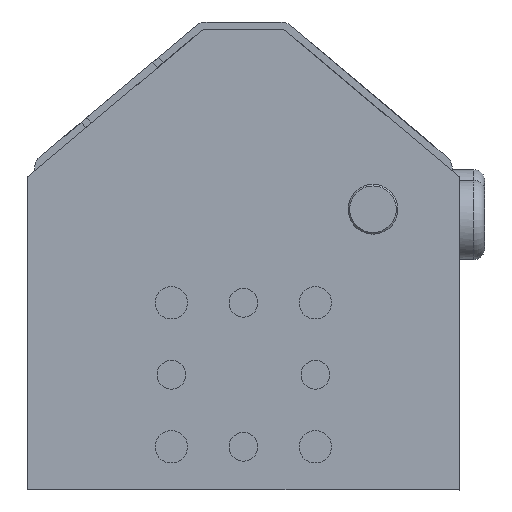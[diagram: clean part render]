
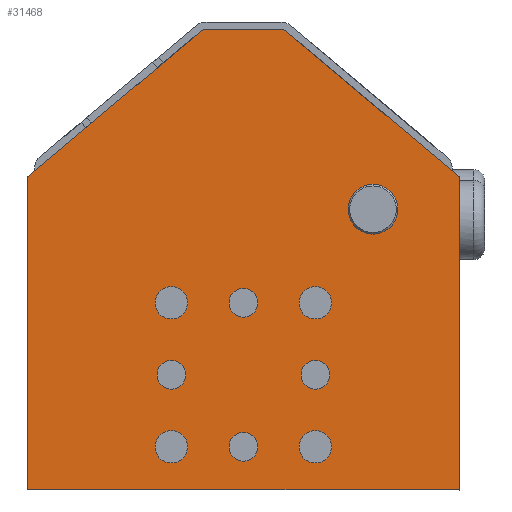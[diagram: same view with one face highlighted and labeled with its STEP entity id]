
A CAD part, left-side view. The second image highlights one B-rep face of the part: STEP entity #31468.
In plain terms, the highlighted face is planar.
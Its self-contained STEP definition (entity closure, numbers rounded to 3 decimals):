
#31170=CARTESIAN_POINT('',(110.,30.,-1.));
#31171=VERTEX_POINT('',#31170);
#31178=CARTESIAN_POINT('',(110.,-30.,-1.));
#31179=VERTEX_POINT('',#31178);
#31180=CARTESIAN_POINT('',(110.,30.,-1.));
#31181=DIRECTION('',(0.0,-1.0,0.0));
#31182=VECTOR('',#31181,60.0);
#31183=LINE('',#31180,#31182);
#31184=EDGE_CURVE('',#31171,#31179,#31183,.T.);
#31283=CARTESIAN_POINT('',(110.,-30.,42.492));
#31284=VERTEX_POINT('',#31283);
#31291=CARTESIAN_POINT('',(110.,-5.56,63.));
#31292=VERTEX_POINT('',#31291);
#31293=CARTESIAN_POINT('',(110.,-5.56,63.));
#31294=DIRECTION('',(0.,-0.766,-0.643));
#31295=VECTOR('',#31294,31.905);
#31296=LINE('',#31293,#31295);
#31297=EDGE_CURVE('',#31292,#31284,#31296,.T.);
#31320=CARTESIAN_POINT('',(110.,5.56,63.));
#31321=VERTEX_POINT('',#31320);
#31330=CARTESIAN_POINT('',(110.,-5.56,63.));
#31331=DIRECTION('',(0.0,1.0,0.0));
#31332=VECTOR('',#31331,11.119);
#31333=LINE('',#31330,#31332);
#31334=EDGE_CURVE('',#31292,#31321,#31333,.T.);
#31339=CARTESIAN_POINT('',(110.,0.,31.));
#31340=DIRECTION('',(-1.0,0.0,0.0));
#31341=DIRECTION('',(0.0,0.0,-1.0));
#31342=AXIS2_PLACEMENT_3D('',#31339,#31340,#31341);
#31343=PLANE('',#31342);
#31344=CARTESIAN_POINT('',(110.,30.,42.492));
#31345=VERTEX_POINT('',#31344);
#31346=CARTESIAN_POINT('',(110.,30.,42.492));
#31347=DIRECTION('',(0.,-0.766,0.643));
#31348=VECTOR('',#31347,31.905);
#31349=LINE('',#31346,#31348);
#31350=EDGE_CURVE('',#31345,#31321,#31349,.T.);
#31351=ORIENTED_EDGE('',*,*,#31350,.T.);
#31352=ORIENTED_EDGE('',*,*,#31334,.F.);
#31353=ORIENTED_EDGE('',*,*,#31297,.T.);
#31354=CARTESIAN_POINT('',(110.,-30.,-1.));
#31355=DIRECTION('',(0.0,0.0,1.0));
#31356=VECTOR('',#31355,43.492);
#31357=LINE('',#31354,#31356);
#31358=EDGE_CURVE('',#31179,#31284,#31357,.T.);
#31359=ORIENTED_EDGE('',*,*,#31358,.F.);
#31360=ORIENTED_EDGE('',*,*,#31184,.F.);
#31361=CARTESIAN_POINT('',(110.,30.,42.492));
#31362=DIRECTION('',(0.0,0.0,-1.0));
#31363=VECTOR('',#31362,43.492);
#31364=LINE('',#31361,#31363);
#31365=EDGE_CURVE('',#31345,#31171,#31364,.T.);
#31366=ORIENTED_EDGE('',*,*,#31365,.F.);
#31367=EDGE_LOOP('',(#31351,#31352,#31353,#31359,#31360,#31366));
#31368=FACE_OUTER_BOUND('',#31367,.T.);
#31369=CARTESIAN_POINT('',(110.,0.,27.));
#31370=VERTEX_POINT('',#31369);
#31371=CARTESIAN_POINT('',(110.,0.,25.));
#31372=DIRECTION('',(-1.0,0.0,0.0));
#31373=DIRECTION('',(0.0,0.0,-1.0));
#31374=AXIS2_PLACEMENT_3D('',#31371,#31372,#31373);
#31375=CIRCLE('',#31374,2.0);
#31376=EDGE_CURVE('',#31370,#31370,#31375,.T.);
#31377=ORIENTED_EDGE('',*,*,#31376,.T.);
#31378=EDGE_LOOP('',(#31377));
#31379=FACE_BOUND('',#31378,.T.);
#31380=CARTESIAN_POINT('',(110.,-10.,17.));
#31381=VERTEX_POINT('',#31380);
#31382=CARTESIAN_POINT('',(110.,-10.,15.));
#31383=DIRECTION('',(-1.0,0.0,0.0));
#31384=DIRECTION('',(0.0,0.0,-1.0));
#31385=AXIS2_PLACEMENT_3D('',#31382,#31383,#31384);
#31386=CIRCLE('',#31385,2.0);
#31387=EDGE_CURVE('',#31381,#31381,#31386,.T.);
#31388=ORIENTED_EDGE('',*,*,#31387,.T.);
#31389=EDGE_LOOP('',(#31388));
#31390=FACE_BOUND('',#31389,.T.);
#31391=CARTESIAN_POINT('',(110.,10.,17.));
#31392=VERTEX_POINT('',#31391);
#31393=CARTESIAN_POINT('',(110.,10.,15.));
#31394=DIRECTION('',(-1.0,0.0,0.0));
#31395=DIRECTION('',(0.0,0.0,-1.0));
#31396=AXIS2_PLACEMENT_3D('',#31393,#31394,#31395);
#31397=CIRCLE('',#31396,2.0);
#31398=EDGE_CURVE('',#31392,#31392,#31397,.T.);
#31399=ORIENTED_EDGE('',*,*,#31398,.T.);
#31400=EDGE_LOOP('',(#31399));
#31401=FACE_BOUND('',#31400,.T.);
#31402=CARTESIAN_POINT('',(110.,0.,7.));
#31403=VERTEX_POINT('',#31402);
#31404=CARTESIAN_POINT('',(110.,0.,5.));
#31405=DIRECTION('',(-1.0,0.0,0.0));
#31406=DIRECTION('',(0.0,0.0,-1.0));
#31407=AXIS2_PLACEMENT_3D('',#31404,#31405,#31406);
#31408=CIRCLE('',#31407,2.0);
#31409=EDGE_CURVE('',#31403,#31403,#31408,.T.);
#31410=ORIENTED_EDGE('',*,*,#31409,.T.);
#31411=EDGE_LOOP('',(#31410));
#31412=FACE_BOUND('',#31411,.T.);
#31413=CARTESIAN_POINT('',(110.,10.,7.25));
#31414=VERTEX_POINT('',#31413);
#31415=CARTESIAN_POINT('',(110.,10.,5.));
#31416=DIRECTION('',(-1.0,0.0,0.0));
#31417=DIRECTION('',(0.0,0.0,-1.0));
#31418=AXIS2_PLACEMENT_3D('',#31415,#31416,#31417);
#31419=CIRCLE('',#31418,2.25);
#31420=EDGE_CURVE('',#31414,#31414,#31419,.T.);
#31421=ORIENTED_EDGE('',*,*,#31420,.T.);
#31422=EDGE_LOOP('',(#31421));
#31423=FACE_BOUND('',#31422,.T.);
#31424=CARTESIAN_POINT('',(110.,-10.,27.25));
#31425=VERTEX_POINT('',#31424);
#31426=CARTESIAN_POINT('',(110.,-10.,25.));
#31427=DIRECTION('',(-1.0,0.0,0.0));
#31428=DIRECTION('',(0.0,0.0,-1.0));
#31429=AXIS2_PLACEMENT_3D('',#31426,#31427,#31428);
#31430=CIRCLE('',#31429,2.25);
#31431=EDGE_CURVE('',#31425,#31425,#31430,.T.);
#31432=ORIENTED_EDGE('',*,*,#31431,.T.);
#31433=EDGE_LOOP('',(#31432));
#31434=FACE_BOUND('',#31433,.T.);
#31435=CARTESIAN_POINT('',(110.,-10.,7.25));
#31436=VERTEX_POINT('',#31435);
#31437=CARTESIAN_POINT('',(110.,-10.,5.));
#31438=DIRECTION('',(-1.0,0.0,0.0));
#31439=DIRECTION('',(0.0,0.0,-1.0));
#31440=AXIS2_PLACEMENT_3D('',#31437,#31438,#31439);
#31441=CIRCLE('',#31440,2.25);
#31442=EDGE_CURVE('',#31436,#31436,#31441,.T.);
#31443=ORIENTED_EDGE('',*,*,#31442,.T.);
#31444=EDGE_LOOP('',(#31443));
#31445=FACE_BOUND('',#31444,.T.);
#31446=CARTESIAN_POINT('',(110.,10.,27.25));
#31447=VERTEX_POINT('',#31446);
#31448=CARTESIAN_POINT('',(110.,10.,25.));
#31449=DIRECTION('',(-1.0,0.0,0.0));
#31450=DIRECTION('',(0.0,0.0,-1.0));
#31451=AXIS2_PLACEMENT_3D('',#31448,#31449,#31450);
#31452=CIRCLE('',#31451,2.25);
#31453=EDGE_CURVE('',#31447,#31447,#31452,.T.);
#31454=ORIENTED_EDGE('',*,*,#31453,.T.);
#31455=EDGE_LOOP('',(#31454));
#31456=FACE_BOUND('',#31455,.T.);
#31457=CARTESIAN_POINT('',(110.,18.,41.459));
#31458=VERTEX_POINT('',#31457);
#31459=CARTESIAN_POINT('',(110.,18.,38.));
#31460=DIRECTION('',(-1.0,0.0,0.0));
#31461=DIRECTION('',(0.0,0.0,-1.0));
#31462=AXIS2_PLACEMENT_3D('',#31459,#31460,#31461);
#31463=CIRCLE('',#31462,3.459);
#31464=EDGE_CURVE('',#31458,#31458,#31463,.T.);
#31465=ORIENTED_EDGE('',*,*,#31464,.T.);
#31466=EDGE_LOOP('',(#31465));
#31467=FACE_BOUND('',#31466,.T.);
#31468=ADVANCED_FACE('',(#31368,#31379,#31390,#31401,#31412,#31423,#31434,#31445,#31456,#31467),#31343,.F.);
